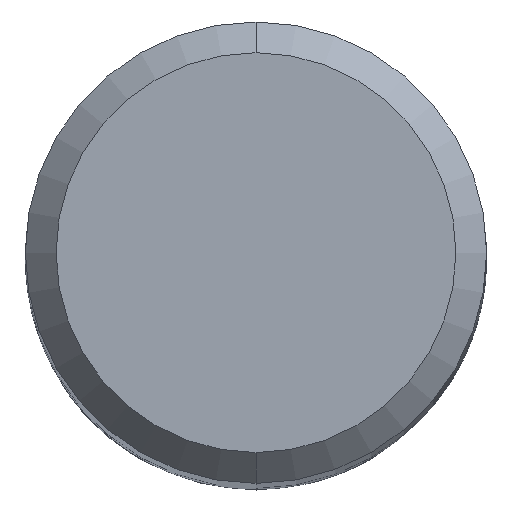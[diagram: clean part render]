
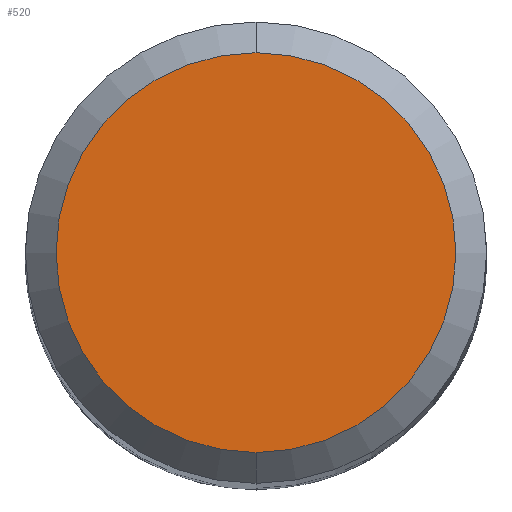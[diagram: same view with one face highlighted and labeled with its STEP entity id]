
A CAD part, top view. The second image highlights one B-rep face of the part: STEP entity #520.
In plain terms, the highlighted planar face has unit normal (0, 0, 1).
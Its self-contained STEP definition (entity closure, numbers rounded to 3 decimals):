
#304=EDGE_CURVE('',#454,#376,#805,.T.);
#376=VERTEX_POINT('',#882);
#454=VERTEX_POINT('',#962);
#520=ADVANCED_FACE('',(#1035),#1036,.T.);
#624=EDGE_CURVE('',#376,#454,#1153,.T.);
#805=CIRCLE('',#1388,2.6);
#882=CARTESIAN_POINT('',(0.0,2.6,0.0));
#962=CARTESIAN_POINT('',(0.,-2.6,0.0));
#1035=FACE_OUTER_BOUND('',#2573,.T.);
#1036=PLANE('',#2574);
#1153=CIRCLE('',#3475,2.6);
#1388=AXIS2_PLACEMENT_3D('',#4123,#4124,#4125);
#2573=EDGE_LOOP('',(#4324,#4325));
#2574=AXIS2_PLACEMENT_3D('',#4326,#4327,#4328);
#3475=AXIS2_PLACEMENT_3D('',#4492,#4493,#4494);
#4123=CARTESIAN_POINT('',(0.0,0.0,0.0));
#4124=DIRECTION('',(0.0,0.0,-1.0));
#4125=DIRECTION('',(0.0,1.0,0.0));
#4324=ORIENTED_EDGE('',*,*,#624,.F.);
#4325=ORIENTED_EDGE('',*,*,#304,.F.);
#4326=CARTESIAN_POINT('',(0.0,1.3,0.0));
#4327=DIRECTION('',(-0.0,0.0,1.0));
#4328=DIRECTION('',(0.0,-1.0,0.0));
#4492=CARTESIAN_POINT('',(0.0,0.0,0.0));
#4493=DIRECTION('',(0.0,0.0,-1.0));
#4494=DIRECTION('',(0.0,1.0,0.0));
